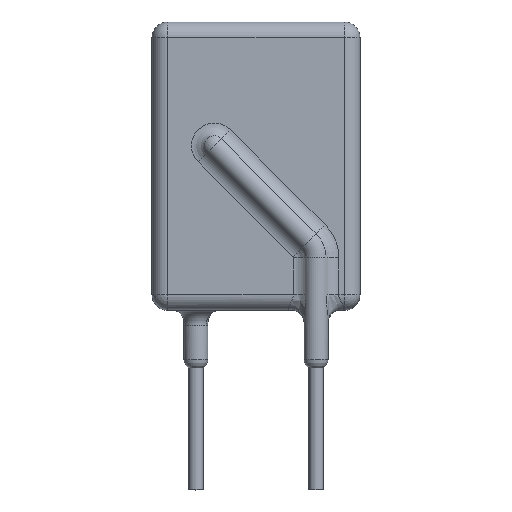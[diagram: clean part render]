
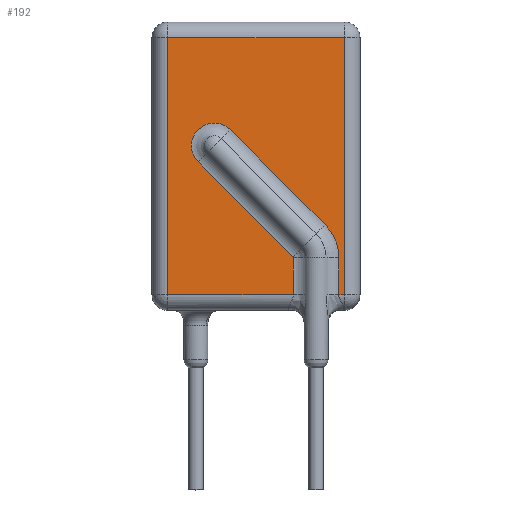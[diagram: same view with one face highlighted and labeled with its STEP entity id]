
A CAD part, top view. The second image highlights one B-rep face of the part: STEP entity #192.
In plain terms, the highlighted planar face has unit normal (0, 0, 1).
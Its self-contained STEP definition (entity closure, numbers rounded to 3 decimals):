
#192=ADVANCED_FACE('',(#193),#294,.F.);
#193=FACE_BOUND('',#194,.T.);
#194=EDGE_LOOP('',(#195,#206,#214,#222,#230,#238,#246,#254,#262,#271,#279,#288));
#195=ORIENTED_EDGE('',*,*,#196,.T.);
#196=EDGE_CURVE('',#197,#199,#201,.T.);
#197=VERTEX_POINT('',#198);
#198=CARTESIAN_POINT('',(5.378,5.964,2.6));
#199=VERTEX_POINT('',#200);
#200=CARTESIAN_POINT('',(5.949,4.586,2.6));
#201=CIRCLE('',#202,1.949);
#202=AXIS2_PLACEMENT_3D('',#203,#204,#205);
#203=CARTESIAN_POINT('',(4.0,4.586,2.6));
#204=DIRECTION('',(0.,0.0,-1.0));
#205=DIRECTION('',(-1.0,0.0,0.));
#206=ORIENTED_EDGE('',*,*,#207,.T.);
#207=EDGE_CURVE('',#199,#208,#210,.T.);
#208=VERTEX_POINT('',#209);
#209=CARTESIAN_POINT('',(5.949,3.05,2.6));
#210=LINE('',#211,#212);
#211=CARTESIAN_POINT('',(5.949,2.4,2.6));
#212=VECTOR('',#213,1.0);
#213=DIRECTION('',(0.0,-1.0,0.0));
#214=ORIENTED_EDGE('',*,*,#215,.T.);
#215=EDGE_CURVE('',#208,#216,#218,.T.);
#216=VERTEX_POINT('',#217);
#217=CARTESIAN_POINT('',(6.18,3.05,2.6));
#218=LINE('',#219,#220);
#219=CARTESIAN_POINT('',(-1.83,3.05,2.6));
#220=VECTOR('',#221,1.0);
#221=DIRECTION('',(1.0,0.0,0.));
#222=ORIENTED_EDGE('',*,*,#223,.T.);
#223=EDGE_CURVE('',#216,#224,#226,.T.);
#224=VERTEX_POINT('',#225);
#225=CARTESIAN_POINT('',(6.18,13.75,2.6));
#226=LINE('',#227,#228);
#227=CARTESIAN_POINT('',(6.18,14.4,2.6));
#228=VECTOR('',#229,1.0);
#229=DIRECTION('',(0.0,1.0,0.0));
#230=ORIENTED_EDGE('',*,*,#231,.T.);
#231=EDGE_CURVE('',#224,#232,#234,.T.);
#232=VERTEX_POINT('',#233);
#233=CARTESIAN_POINT('',(-1.18,13.75,2.6));
#234=LINE('',#235,#236);
#235=CARTESIAN_POINT('',(-1.83,13.75,2.6));
#236=VECTOR('',#237,1.0);
#237=DIRECTION('',(-1.0,0.0,0.));
#238=ORIENTED_EDGE('',*,*,#239,.T.);
#239=EDGE_CURVE('',#232,#240,#242,.T.);
#240=VERTEX_POINT('',#241);
#241=CARTESIAN_POINT('',(-1.18,3.05,2.6));
#242=LINE('',#243,#244);
#243=CARTESIAN_POINT('',(-1.18,14.4,2.6));
#244=VECTOR('',#245,1.0);
#245=DIRECTION('',(0.0,-1.0,0.0));
#246=ORIENTED_EDGE('',*,*,#247,.T.);
#247=EDGE_CURVE('',#240,#248,#250,.T.);
#248=VERTEX_POINT('',#249);
#249=CARTESIAN_POINT('',(4.051,3.05,2.6));
#250=LINE('',#251,#252);
#251=CARTESIAN_POINT('',(-1.83,3.05,2.6));
#252=VECTOR('',#253,1.0);
#253=DIRECTION('',(1.0,0.0,0.));
#254=ORIENTED_EDGE('',*,*,#255,.T.);
#255=EDGE_CURVE('',#248,#256,#258,.T.);
#256=VERTEX_POINT('',#257);
#257=CARTESIAN_POINT('',(4.051,4.586,2.6));
#258=LINE('',#259,#260);
#259=CARTESIAN_POINT('',(4.051,4.586,2.6));
#260=VECTOR('',#261,1.0);
#261=DIRECTION('',(0.0,1.0,0.0));
#262=ORIENTED_EDGE('',*,*,#263,.T.);
#263=EDGE_CURVE('',#256,#264,#266,.T.);
#264=VERTEX_POINT('',#265);
#265=CARTESIAN_POINT('',(4.036,4.622,2.6));
#266=CIRCLE('',#267,0.051);
#267=AXIS2_PLACEMENT_3D('',#268,#269,#270);
#268=CARTESIAN_POINT('',(4.0,4.586,2.6));
#269=DIRECTION('',(0.,0.0,1.0));
#270=DIRECTION('',(-1.0,0.0,0.));
#271=ORIENTED_EDGE('',*,*,#272,.T.);
#272=EDGE_CURVE('',#264,#273,#275,.T.);
#273=VERTEX_POINT('',#274);
#274=CARTESIAN_POINT('',(0.087,8.572,2.6));
#275=LINE('',#276,#277);
#276=CARTESIAN_POINT('',(-3.786,12.444,2.6));
#277=VECTOR('',#278,1.0);
#278=DIRECTION('',(-0.707,0.707,0.));
#279=ORIENTED_EDGE('',*,*,#280,.T.);
#280=EDGE_CURVE('',#273,#281,#283,.T.);
#281=VERTEX_POINT('',#282);
#282=CARTESIAN_POINT('',(1.428,9.913,2.6));
#283=CIRCLE('',#284,0.949);
#284=AXIS2_PLACEMENT_3D('',#285,#286,#287);
#285=CARTESIAN_POINT('',(0.757,9.243,2.6));
#286=DIRECTION('',(0.,0.0,-1.0));
#287=DIRECTION('',(-1.0,0.0,0.));
#288=ORIENTED_EDGE('',*,*,#289,.T.);
#289=EDGE_CURVE('',#281,#197,#290,.T.);
#290=LINE('',#291,#292);
#291=CARTESIAN_POINT('',(-2.444,13.786,2.6));
#292=VECTOR('',#293,1.0);
#293=DIRECTION('',(0.707,-0.707,0.));
#294=PLANE('',#295);
#295=AXIS2_PLACEMENT_3D('',#296,#297,#298);
#296=CARTESIAN_POINT('',(-1.83,14.4,2.6));
#297=DIRECTION('',(0.,0.0,-1.0));
#298=DIRECTION('',(-1.0,0.0,0.));
